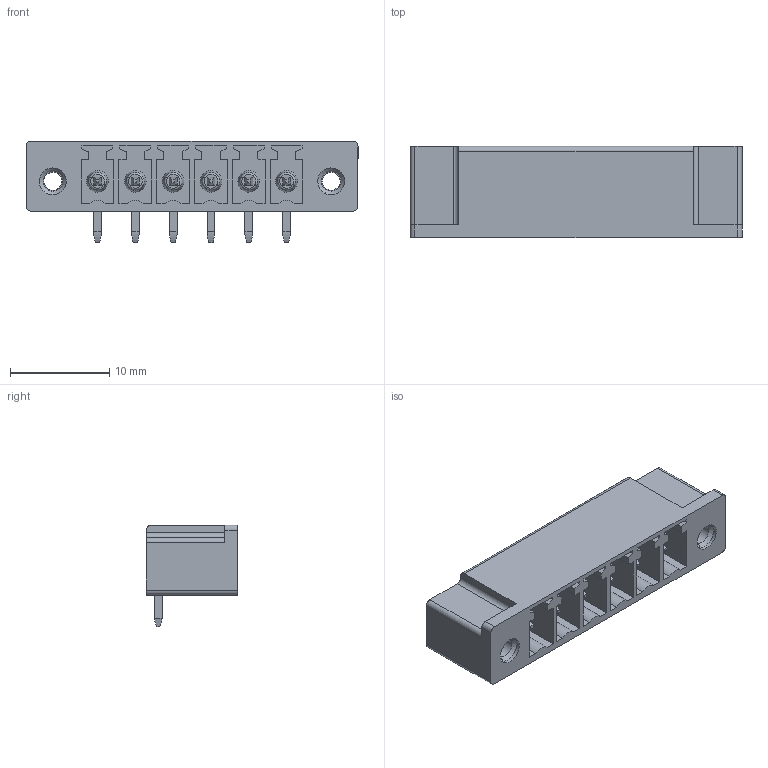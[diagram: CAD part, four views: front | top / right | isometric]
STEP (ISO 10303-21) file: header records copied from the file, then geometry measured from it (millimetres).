
FILE_DESCRIPTION(('CATIA V5 STEP Exchange','CAx-IF Rec.Pracs.--- Model Styling and Organization---1.2---2011-12-15'),'2;1');
FILE_NAME ('D1456260_0', '2018-09-29T04:41:03+00:00', ('none'), ('Weidmueller'), 'CATIA Version 5-6 Release 2014', 'CATIA V5 STEP AP214', 'none');
FILE_SCHEMA(('AUTOMOTIVE_DESIGN { 1 0 10303 214 1 1 1 1 }'));
Length unit declared in the file: millimetre
Products named in the file (1): 1793370000
Bounding box: 33.45 x 9.2 x 10.25 mm (x, y, z)
Volume: 1179.4 mm3; surface area: 2687.6 mm2
Topology: 7 solids, 7 shells, 505 faces, 1436 edges, 965 vertices
Faces by surface type: plane 348, cylinder 129, cone 16, torus 12
Entity records: 15293 total; most frequent: CARTESIAN_POINT 2983, ORIENTED_EDGE 2872, DIRECTION 1980, EDGE_CURVE 1436, VECTOR 1106, LINE 1106, VERTEX_POINT 965, AXIS2_PLACEMENT_3D 576
